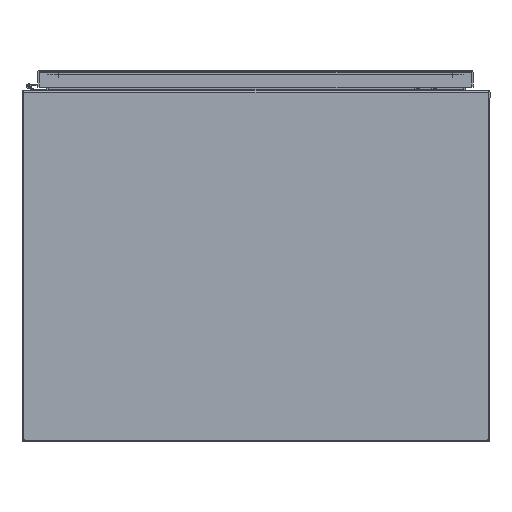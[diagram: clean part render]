
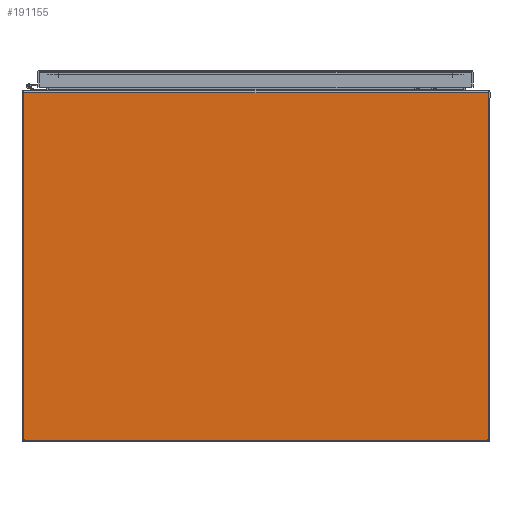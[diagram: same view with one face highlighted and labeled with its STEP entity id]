
A CAD part, front view. The second image highlights one B-rep face of the part: STEP entity #191155.
In plain terms, the highlighted face is planar.
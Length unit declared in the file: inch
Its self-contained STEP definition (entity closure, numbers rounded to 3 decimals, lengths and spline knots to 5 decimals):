
#335 = EDGE_CURVE ( 'NONE', #27489, #77283, #124847, .T. ) ;
#3978 = ORIENTED_EDGE ( 'NONE', *, *, #175850, .F. ) ;
#6545 = VECTOR ( 'NONE', #184017, 39.37008 ) ;
#7469 = EDGE_CURVE ( 'NONE', #27489, #118363, #103446, .T. ) ;
#12143 = CARTESIAN_POINT ( 'NONE',  ( -11.9688, -8.8907, 0.0937 ) ) ;
#18837 = AXIS2_PLACEMENT_3D ( 'NONE', #196571, #97904, #213147 ) ;
#25969 = CARTESIAN_POINT ( 'NONE',  ( -11.9688, 9.01565, 0.0937 ) ) ;
#27489 = VERTEX_POINT ( 'NONE', #12143 ) ;
#31160 = VECTOR ( 'NONE', #157721, 39.37008 ) ;
#38338 = VERTEX_POINT ( 'NONE', #207588 ) ;
#54174 = ORIENTED_EDGE ( 'NONE', *, *, #69531, .F. ) ;
#68817 = CARTESIAN_POINT ( 'NONE',  ( 11.9688, 9.01565, 0.0937 ) ) ;
#69531 = EDGE_CURVE ( 'NONE', #77283, #38338, #90474, .T. ) ;
#77283 = VERTEX_POINT ( 'NONE', #92847 ) ;
#90474 = LINE ( 'NONE', #25969, #31160 ) ;
#92847 = CARTESIAN_POINT ( 'NONE',  ( -11.9688, 9.01565, 0.0937 ) ) ;
#94248 = LINE ( 'NONE', #68817, #6545 ) ;
#97904 = DIRECTION ( 'NONE',  ( 0., 0., 1. ) ) ;
#103446 = LINE ( 'NONE', #186569, #185932 ) ;
#113721 = PLANE ( 'NONE',  #18837 ) ;
#118363 = VERTEX_POINT ( 'NONE', #133004 ) ;
#123006 = CARTESIAN_POINT ( 'NONE',  ( -11.9688, -9.01565, 0.0937 ) ) ;
#124179 = DIRECTION ( 'NONE',  ( 0., 1., 0. ) ) ;
#124847 = LINE ( 'NONE', #123006, #147959 ) ;
#133004 = CARTESIAN_POINT ( 'NONE',  ( 11.9688, -8.8907, 0.0937 ) ) ;
#147959 = VECTOR ( 'NONE', #124179, 39.37008 ) ;
#157264 = FACE_OUTER_BOUND ( 'NONE', #212317, .T. ) ;
#157721 = DIRECTION ( 'NONE',  ( 1., 0., 0. ) ) ;
#158019 = ORIENTED_EDGE ( 'NONE', *, *, #7469, .T. ) ;
#175850 = EDGE_CURVE ( 'NONE', #38338, #118363, #94248, .T. ) ;
#184017 = DIRECTION ( 'NONE',  ( 0., -1., 0. ) ) ;
#185932 = VECTOR ( 'NONE', #189644, 39.37008 ) ;
#186569 = CARTESIAN_POINT ( 'NONE',  ( -5.9844, -8.8907, 0.0937 ) ) ;
#189644 = DIRECTION ( 'NONE',  ( 1., 0., 0. ) ) ;
#191155 = ADVANCED_FACE ( 'NONE', ( #157264 ), #113721, .T. ) ;
#196571 = CARTESIAN_POINT ( 'NONE',  ( 0., 0., 0.0937 ) ) ;
#207588 = CARTESIAN_POINT ( 'NONE',  ( 11.9688, 9.01565, 0.0937 ) ) ;
#210064 = ORIENTED_EDGE ( 'NONE', *, *, #335, .F. ) ;
#212317 = EDGE_LOOP ( 'NONE', ( #158019, #3978, #54174, #210064 ) ) ;
#213147 = DIRECTION ( 'NONE',  ( 1., 0., 0. ) ) ;
